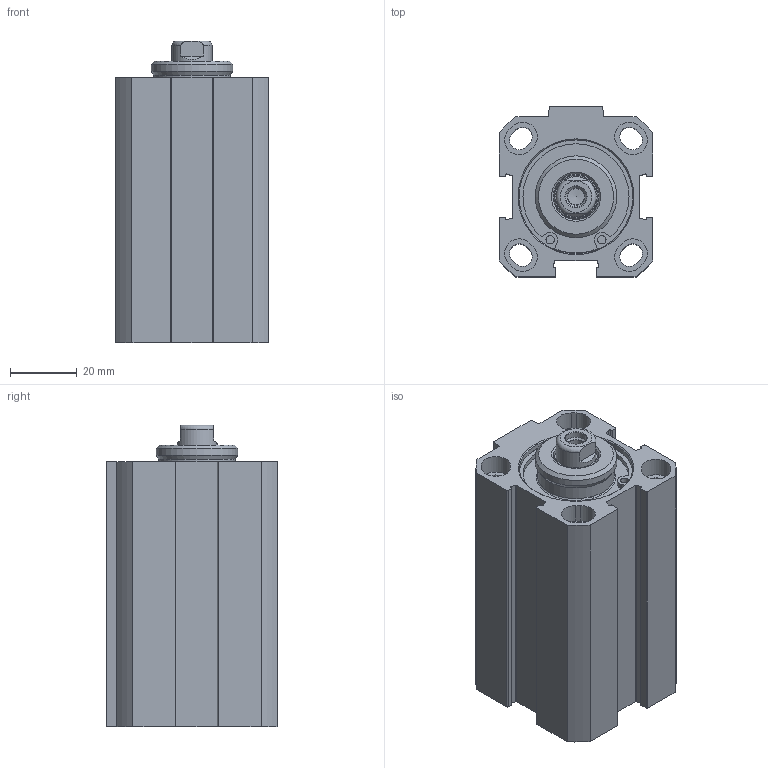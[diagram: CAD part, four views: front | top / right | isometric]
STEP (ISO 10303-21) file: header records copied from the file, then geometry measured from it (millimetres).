
FILE_DESCRIPTION((''),'2;1');
FILE_NAME('FDM032.040.GS.F.stp','2014-06-03T12:04:35',('carlo.corazza'),(''),'Autodesk Inventor 2012','Autodesk Inventor 2012','');
FILE_SCHEMA(('AUTOMOTIVE_DESIGN { 1 0 10303 214 1 1 1 1 }'));
Length unit declared in the file: millimetre
Products named in the file (5): FDM032..GS.F; CORPO-040; STELO-040; TA; TP
Assembly tree (4 placements, depth 2):
  FDM032..GS.F
    CORPO-040
    STELO-040
    TA
    TP
Bounding box: 46 x 51 x 90.5 mm (x, y, z)
Volume: 96494.7 mm3; surface area: 44720.2 mm2
Topology: 4 solids, 5 shells, 239 faces, 579 edges, 372 vertices
Faces by surface type: plane 106, cylinder 89, cone 34, torus 10
Full cylindrical faces by diameter (mm): 1.6 x2, 2.5 x4, 4.917 x2, 6.25 x1, 8.566 x2, 12 x1, 12.54 x1, 13.7 x1, 14 x1, 16.32 x1, 16.5 x1, 23 x2, 24.5 x1, 32 x1, 33.7 x4, 34.1 x2, 35.8 x2
Entity records: 7018 total; most frequent: CARTESIAN_POINT 1212, DIRECTION 1198, ORIENTED_EDGE 976, EDGE_CURVE 488, AXIS2_PLACEMENT_3D 468, VERTEX_POINT 354, EDGE_LOOP 350, VECTOR 262
